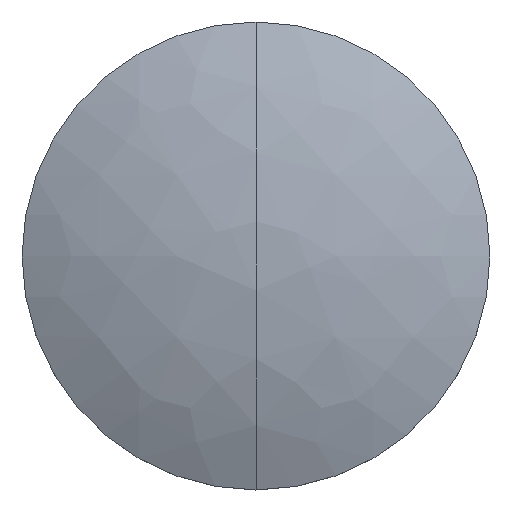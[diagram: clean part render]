
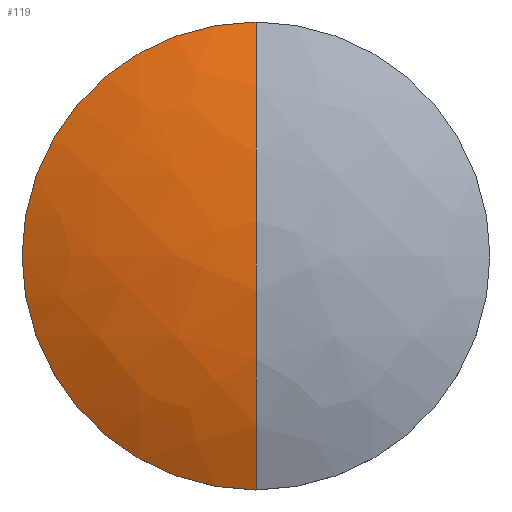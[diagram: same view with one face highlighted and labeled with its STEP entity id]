
A CAD part, top view. The second image highlights one B-rep face of the part: STEP entity #119.
In plain terms, the highlighted free-form (B-spline) face has degree [3, 3] with [4, 4] control points.
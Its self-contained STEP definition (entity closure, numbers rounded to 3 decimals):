
#3 = ORIENTED_EDGE ( 'NONE', *, *, #78, .F. ) ;
#13 = AXIS2_PLACEMENT_3D ( 'NONE', #33, #55, #127 ) ;
#14 = DIRECTION ( 'NONE',  ( -1., 0., 0. ) ) ;
#31 = CARTESIAN_POINT ( 'NONE',  ( -13.56, -6.845, 11.041 ) ) ;
#33 = CARTESIAN_POINT ( 'NONE',  ( 0., 0., 6.846 ) ) ;
#40 = AXIS2_PLACEMENT_3D ( 'NONE', #241, #14, #130 ) ;
#49 = DIRECTION ( 'NONE',  ( 1., 0., 0. ) ) ;
#55 = DIRECTION ( 'NONE',  ( 0., 0., -1. ) ) ;
#56 = CARTESIAN_POINT ( 'NONE',  ( -17.377, 19.264, 2.935 ) ) ;
#67 = ORIENTED_EDGE ( 'NONE', *, *, #114, .F. ) ;
#70 = CIRCLE ( 'NONE', #258, 19.05 ) ;
#77 = CARTESIAN_POINT ( 'NONE',  ( -17.377, -19.264, 2.935 ) ) ;
#78 = EDGE_CURVE ( 'NONE', #219, #173, #70, .T. ) ;
#97 = CARTESIAN_POINT ( 'NONE',  ( 0., -6.845, 12.511 ) ) ;
#114 = EDGE_CURVE ( 'NONE', #173, #292, #287, .T. ) ;
#115 = CARTESIAN_POINT ( 'NONE',  ( 0., -19.264, 6.747 ) ) ;
#116 = EDGE_LOOP ( 'NONE', ( #3, #139, #67 ) ) ;
#119 = ADVANCED_FACE ( 'NONE', ( #188 ), #248, .T. ) ;
#127 = DIRECTION ( 'NONE',  ( 1., 0., 0. ) ) ;
#129 = CARTESIAN_POINT ( 'NONE',  ( -6.023, -19.264, 6.747 ) ) ;
#130 = DIRECTION ( 'NONE',  ( 0., -1., 0. ) ) ;
#131 = CARTESIAN_POINT ( 'NONE',  ( 0., -19.05, 6.846 ) ) ;
#139 = ORIENTED_EDGE ( 'NONE', *, *, #229, .T. ) ;
#150 = DIRECTION ( 'NONE',  ( 0., 0., -1. ) ) ;
#153 = CIRCLE ( 'NONE', #40, 45.76 ) ;
#157 = CARTESIAN_POINT ( 'NONE',  ( -11.907, 19.264, 5.457 ) ) ;
#173 = VERTEX_POINT ( 'NONE', #184 ) ;
#183 = CARTESIAN_POINT ( 'NONE',  ( -6.86, -6.845, 12.511 ) ) ;
#184 = CARTESIAN_POINT ( 'NONE',  ( -19.05, 0., 6.846 ) ) ;
#188 = FACE_OUTER_BOUND ( 'NONE', #116, .T. ) ;
#198 = CARTESIAN_POINT ( 'NONE',  ( -19.79, 6.845, 8.169 ) ) ;
#199 = CARTESIAN_POINT ( 'NONE',  ( -19.79, -6.845, 8.169 ) ) ;
#204 = CARTESIAN_POINT ( 'NONE',  ( 0., 6.845, 12.511 ) ) ;
#219 = VERTEX_POINT ( 'NONE', #131 ) ;
#229 = EDGE_CURVE ( 'NONE', #219, #292, #153, .T. ) ;
#240 = CARTESIAN_POINT ( 'NONE',  ( -6.86, 6.845, 12.511 ) ) ;
#241 = CARTESIAN_POINT ( 'NONE',  ( 0., 0., -34.76 ) ) ;
#248 =( BOUNDED_SURFACE ( )  B_SPLINE_SURFACE ( 3, 3, ( 
 ( #115, #129, #284, #77 ),
 ( #97, #183, #31, #199 ),
 ( #204, #240, #262, #198 ),
 ( #256, #285, #157, #56 ) ),
 .UNSPECIFIED., .F., .F., .F. ) 
 B_SPLINE_SURFACE_WITH_KNOTS ( ( 4, 4 ),
 ( 4, 4 ),
 ( 0., 1. ),
 ( 0., 1. ),
 .UNSPECIFIED. ) 
 GEOMETRIC_REPRESENTATION_ITEM ( )  RATIONAL_B_SPLINE_SURFACE ( (
 ( 1., 0.985, 0.985, 1.),
 ( 0.938, 0.924, 0.924, 0.938),
 ( 0.938, 0.924, 0.924, 0.938),
 ( 1., 0.985, 0.985, 1.) ) ) 
 REPRESENTATION_ITEM ( '' )  SURFACE ( )  );
#256 = CARTESIAN_POINT ( 'NONE',  ( 0., 19.264, 6.747 ) ) ;
#258 = AXIS2_PLACEMENT_3D ( 'NONE', #277, #150, #49 ) ;
#262 = CARTESIAN_POINT ( 'NONE',  ( -13.56, 6.845, 11.041 ) ) ;
#277 = CARTESIAN_POINT ( 'NONE',  ( 0., 0., 6.846 ) ) ;
#284 = CARTESIAN_POINT ( 'NONE',  ( -11.907, -19.264, 5.457 ) ) ;
#285 = CARTESIAN_POINT ( 'NONE',  ( -6.023, 19.264, 6.747 ) ) ;
#286 = CARTESIAN_POINT ( 'NONE',  ( 0., 19.05, 6.846 ) ) ;
#287 = CIRCLE ( 'NONE', #13, 19.05 ) ;
#292 = VERTEX_POINT ( 'NONE', #286 ) ;
